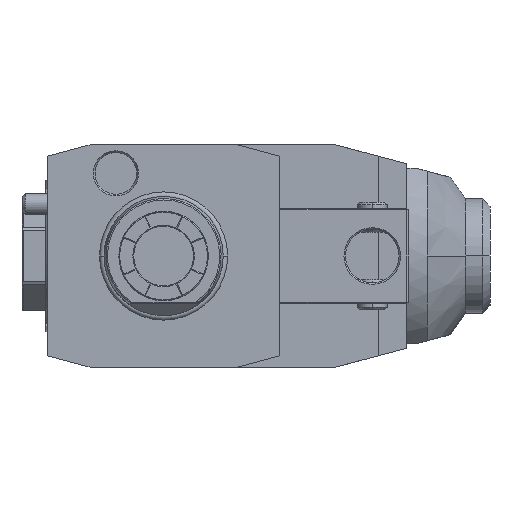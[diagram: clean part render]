
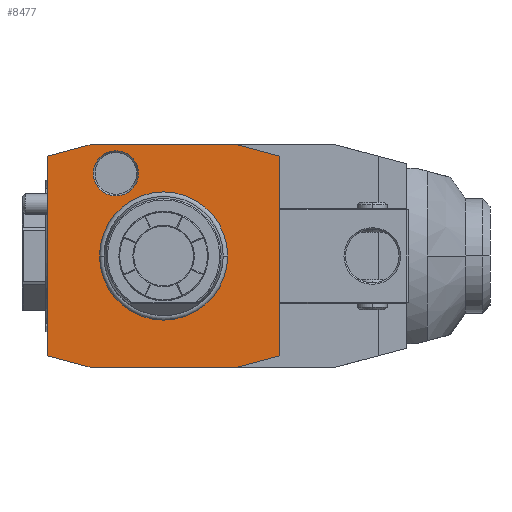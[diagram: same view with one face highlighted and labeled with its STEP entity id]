
A CAD part, front view. The second image highlights one B-rep face of the part: STEP entity #8477.
In plain terms, the highlighted planar face has unit normal (0, -1, 0).
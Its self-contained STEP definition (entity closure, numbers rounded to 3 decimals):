
#1=DIRECTION('',(-1.,0.,0.));
#2=VECTOR('',#1,48.);
#3=CARTESIAN_POINT('',(24.,0.,37.5));
#4=LINE('',#3,#2);
#5=DIRECTION('',(-0.966,0.,0.259));
#6=VECTOR('',#5,15.529);
#7=CARTESIAN_POINT('',(39.,0.,33.481));
#8=LINE('',#7,#6);
#9=DIRECTION('',(0.,0.,1.));
#10=VECTOR('',#9,66.962);
#11=CARTESIAN_POINT('',(39.,0.,-33.481));
#12=LINE('',#11,#10);
#13=DIRECTION('',(0.966,0.,0.259));
#14=VECTOR('',#13,15.529);
#15=CARTESIAN_POINT('',(24.,0.,-37.5));
#16=LINE('',#15,#14);
#17=DIRECTION('',(1.,0.,0.));
#18=VECTOR('',#17,48.);
#19=CARTESIAN_POINT('',(-24.,0.,-37.5));
#20=LINE('',#19,#18);
#21=DIRECTION('',(0.966,0.,-0.259));
#22=VECTOR('',#21,15.529);
#23=CARTESIAN_POINT('',(-39.,0.,-33.481));
#24=LINE('',#23,#22);
#25=DIRECTION('',(0.,0.,-1.));
#26=VECTOR('',#25,66.962);
#27=CARTESIAN_POINT('',(-39.,0.,33.481));
#28=LINE('',#27,#26);
#29=DIRECTION('',(-0.966,0.,-0.259));
#30=VECTOR('',#29,15.529);
#31=CARTESIAN_POINT('',(-24.,0.,37.5));
#32=LINE('',#31,#30);
#33=CARTESIAN_POINT('',(-16.,0.,27.713));
#34=DIRECTION('',(0.,1.,0.));
#35=DIRECTION('',(1.,0.,0.));
#36=AXIS2_PLACEMENT_3D('',#33,#34,#35);
#38=CARTESIAN_POINT('',(-16.,0.,27.713));
#39=DIRECTION('',(0.,1.,0.));
#40=DIRECTION('',(-1.,0.,0.));
#41=AXIS2_PLACEMENT_3D('',#38,#39,#40);
#5275=CARTESIAN_POINT('',(0.,0.,0.));
#5276=DIRECTION('',(0.,-1.,0.));
#5277=DIRECTION('',(1.,0.,0.));
#5278=AXIS2_PLACEMENT_3D('',#5275,#5276,#5277);
#5280=CARTESIAN_POINT('',(0.,0.,0.));
#5281=DIRECTION('',(0.,-1.,0.));
#5282=DIRECTION('',(-1.,0.,0.));
#5283=AXIS2_PLACEMENT_3D('',#5280,#5281,#5282);
#7476=CARTESIAN_POINT('',(-8.423,0.,27.713));
#7477=CARTESIAN_POINT('',(-23.577,0.,27.713));
#7478=VERTEX_POINT('',#7476);
#7479=VERTEX_POINT('',#7477);
#8228=CARTESIAN_POINT('',(24.,0.,37.5));
#8229=CARTESIAN_POINT('',(-24.,0.,37.5));
#8230=VERTEX_POINT('',#8228);
#8231=VERTEX_POINT('',#8229);
#8232=CARTESIAN_POINT('',(-39.,0.,33.481));
#8233=VERTEX_POINT('',#8232);
#8234=CARTESIAN_POINT('',(-39.,0.,-33.481));
#8235=VERTEX_POINT('',#8234);
#8236=CARTESIAN_POINT('',(-24.,0.,-37.5));
#8237=VERTEX_POINT('',#8236);
#8238=CARTESIAN_POINT('',(24.,0.,-37.5));
#8239=VERTEX_POINT('',#8238);
#8240=CARTESIAN_POINT('',(39.,0.,-33.481));
#8241=VERTEX_POINT('',#8240);
#8242=CARTESIAN_POINT('',(39.,0.,33.481));
#8243=VERTEX_POINT('',#8242);
#8336=CARTESIAN_POINT('',(21.137,0.,0.));
#8337=CARTESIAN_POINT('',(-21.137,0.,0.));
#8338=VERTEX_POINT('',#8336);
#8339=VERTEX_POINT('',#8337);
#8442=CARTESIAN_POINT('',(0.,0.,0.));
#8443=DIRECTION('',(0.,-1.,0.));
#8444=DIRECTION('',(-1.,0.,0.));
#8445=AXIS2_PLACEMENT_3D('',#8442,#8443,#8444);
#8446=PLANE('',#8445);
#8448=ORIENTED_EDGE('',*,*,#8447,.F.);
#8450=ORIENTED_EDGE('',*,*,#8449,.F.);
#8452=ORIENTED_EDGE('',*,*,#8451,.F.);
#8454=ORIENTED_EDGE('',*,*,#8453,.F.);
#8456=ORIENTED_EDGE('',*,*,#8455,.F.);
#8458=ORIENTED_EDGE('',*,*,#8457,.F.);
#8460=ORIENTED_EDGE('',*,*,#8459,.F.);
#8462=ORIENTED_EDGE('',*,*,#8461,.F.);
#8463=EDGE_LOOP('',(#8448,#8450,#8452,#8454,#8456,#8458,#8460,#8462));
#8464=FACE_OUTER_BOUND('',#8463,.F.);
#8466=ORIENTED_EDGE('',*,*,#8465,.T.);
#8468=ORIENTED_EDGE('',*,*,#8467,.T.);
#8469=EDGE_LOOP('',(#8466,#8468));
#8470=FACE_BOUND('',#8469,.F.);
#8472=ORIENTED_EDGE('',*,*,#8471,.F.);
#8474=ORIENTED_EDGE('',*,*,#8473,.F.);
#8475=EDGE_LOOP('',(#8472,#8474));
#8476=FACE_BOUND('',#8475,.F.);
#37=CIRCLE('',#36,7.577);
#42=CIRCLE('',#41,7.577);
#5279=CIRCLE('',#5278,21.137);
#5284=CIRCLE('',#5283,21.137);
#8447=EDGE_CURVE('',#8230,#8231,#4,.T.);
#8449=EDGE_CURVE('',#8243,#8230,#8,.T.);
#8451=EDGE_CURVE('',#8241,#8243,#12,.T.);
#8453=EDGE_CURVE('',#8239,#8241,#16,.T.);
#8455=EDGE_CURVE('',#8237,#8239,#20,.T.);
#8457=EDGE_CURVE('',#8235,#8237,#24,.T.);
#8459=EDGE_CURVE('',#8233,#8235,#28,.T.);
#8461=EDGE_CURVE('',#8231,#8233,#32,.T.);
#8465=EDGE_CURVE('',#8338,#8339,#5279,.T.);
#8467=EDGE_CURVE('',#8339,#8338,#5284,.T.);
#8471=EDGE_CURVE('',#7478,#7479,#37,.T.);
#8473=EDGE_CURVE('',#7479,#7478,#42,.T.);
#8477=ADVANCED_FACE('',(#8464,#8470,#8476),#8446,.T.);
